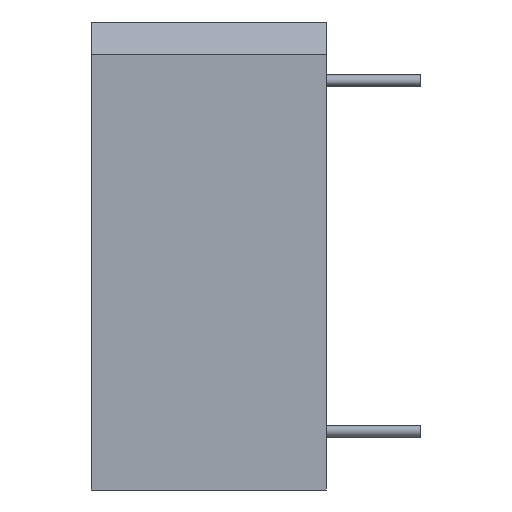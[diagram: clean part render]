
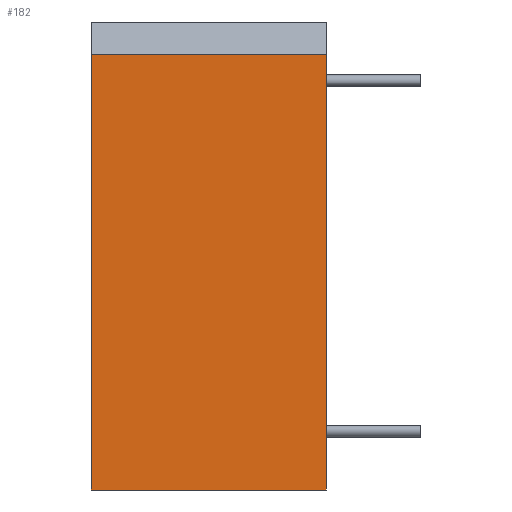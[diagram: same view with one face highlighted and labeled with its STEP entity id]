
A CAD part, left-side view. The second image highlights one B-rep face of the part: STEP entity #182.
In plain terms, the highlighted planar face has unit normal (-1, 0, 0).
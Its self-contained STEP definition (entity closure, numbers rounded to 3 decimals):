
#102 = DIRECTION ( 'NONE',  ( 0., 0., 1. ) ) ;
#123 = VECTOR ( 'NONE', #102, 1000. ) ;
#159 = VECTOR ( 'NONE', #422, 1000. ) ;
#177 = VECTOR ( 'NONE', #400, 1000. ) ;
#182 = ADVANCED_FACE ( 'NONE', ( #279 ), #553, .F. ) ;
#208 = CARTESIAN_POINT ( 'NONE',  ( -15.9, 0., 8.75 ) ) ;
#231 = LINE ( 'NONE', #717, #904 ) ;
#235 = CARTESIAN_POINT ( 'NONE',  ( -15.9, 0., -10.15 ) ) ;
#270 = LINE ( 'NONE', #822, #177 ) ;
#279 = FACE_OUTER_BOUND ( 'NONE', #372, .T. ) ;
#305 = EDGE_CURVE ( 'NONE', #631, #781, #231, .T. ) ;
#338 = ORIENTED_EDGE ( 'NONE', *, *, #617, .T. ) ;
#349 = LINE ( 'NONE', #550, #159 ) ;
#372 = EDGE_LOOP ( 'NONE', ( #338, #872, #706, #858 ) ) ;
#385 = LINE ( 'NONE', #235, #123 ) ;
#391 = EDGE_CURVE ( 'NONE', #431, #781, #270, .T. ) ;
#400 = DIRECTION ( 'NONE',  ( 0., 0., 1. ) ) ;
#422 = DIRECTION ( 'NONE',  ( 0., -1., 0. ) ) ;
#429 = DIRECTION ( 'NONE',  ( 0., 1., 0. ) ) ;
#431 = VERTEX_POINT ( 'NONE', #607 ) ;
#479 = CARTESIAN_POINT ( 'NONE',  ( -15.9, 0., -10.15 ) ) ;
#492 = EDGE_CURVE ( 'NONE', #431, #512, #349, .T. ) ;
#512 = VERTEX_POINT ( 'NONE', #479 ) ;
#550 = CARTESIAN_POINT ( 'NONE',  ( -15.9, 10.2, -10.15 ) ) ;
#553 = PLANE ( 'NONE',  #831 ) ;
#607 = CARTESIAN_POINT ( 'NONE',  ( -15.9, 10.2, -10.15 ) ) ;
#617 = EDGE_CURVE ( 'NONE', #512, #631, #385, .T. ) ;
#631 = VERTEX_POINT ( 'NONE', #208 ) ;
#654 = CARTESIAN_POINT ( 'NONE',  ( -15.9, 10.2, 8.75 ) ) ;
#706 = ORIENTED_EDGE ( 'NONE', *, *, #391, .F. ) ;
#717 = CARTESIAN_POINT ( 'NONE',  ( -15.9, 10.2, 8.75 ) ) ;
#764 = CARTESIAN_POINT ( 'NONE',  ( -15.9, 10.2, -10.15 ) ) ;
#775 = DIRECTION ( 'NONE',  ( 0., 0., -1. ) ) ;
#781 = VERTEX_POINT ( 'NONE', #654 ) ;
#822 = CARTESIAN_POINT ( 'NONE',  ( -15.9, 10.2, -10.15 ) ) ;
#831 = AXIS2_PLACEMENT_3D ( 'NONE', #764, #843, #775 ) ;
#843 = DIRECTION ( 'NONE',  ( 1., 0., 0. ) ) ;
#858 = ORIENTED_EDGE ( 'NONE', *, *, #492, .T. ) ;
#872 = ORIENTED_EDGE ( 'NONE', *, *, #305, .T. ) ;
#904 = VECTOR ( 'NONE', #429, 1000. ) ;
